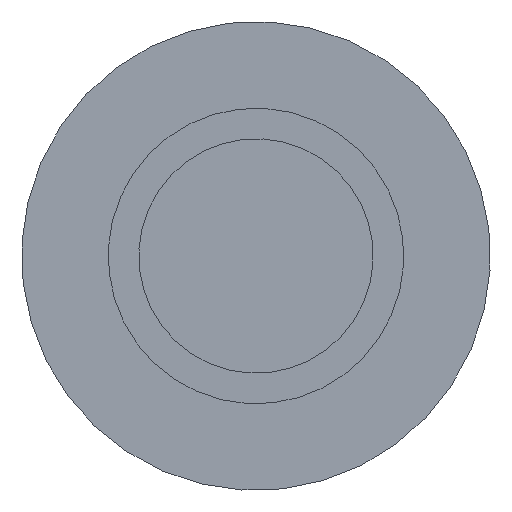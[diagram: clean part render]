
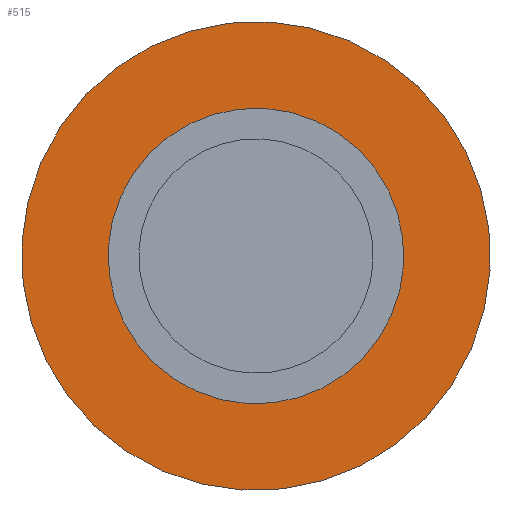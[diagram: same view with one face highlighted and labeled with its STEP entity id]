
A CAD part, front view. The second image highlights one B-rep face of the part: STEP entity #515.
In plain terms, the highlighted planar face has unit normal (0, -1, 0).
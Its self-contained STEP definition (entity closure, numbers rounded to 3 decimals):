
#34=FACE_BOUND('',#133,.T.);
#94=FACE_OUTER_BOUND('',#132,.T.);
#132=EDGE_LOOP('',(#371));
#133=EDGE_LOOP('',(#372));
#169=CIRCLE('',#590,14.5);
#170=CIRCLE('',#592,23.);
#220=VERTEX_POINT('',#891);
#221=VERTEX_POINT('',#895);
#274=EDGE_CURVE('',#220,#220,#169,.T.);
#276=EDGE_CURVE('',#221,#221,#170,.T.);
#371=ORIENTED_EDGE('',*,*,#276,.F.);
#372=ORIENTED_EDGE('',*,*,#274,.T.);
#462=PLANE('',#591);
#515=ADVANCED_FACE('',(#94,#34),#462,.T.);
#590=AXIS2_PLACEMENT_3D('',#892,#721,#722);
#591=AXIS2_PLACEMENT_3D('',#894,#724,#725);
#592=AXIS2_PLACEMENT_3D('',#896,#726,#727);
#721=DIRECTION('center_axis',(0.,1.,0.));
#722=DIRECTION('ref_axis',(0.959,0.,0.285));
#724=DIRECTION('center_axis',(0.,-1.,0.));
#725=DIRECTION('ref_axis',(0.285,0.,-0.959));
#726=DIRECTION('center_axis',(0.,1.,0.));
#727=DIRECTION('ref_axis',(0.959,0.,0.285));
#891=CARTESIAN_POINT('',(13.899,31.,4.13));
#892=CARTESIAN_POINT('Origin',(0.,31.,0.));
#894=CARTESIAN_POINT('Origin',(-22.047,31.,-6.551));
#895=CARTESIAN_POINT('',(22.047,31.,6.551));
#896=CARTESIAN_POINT('Origin',(0.,31.,0.));
